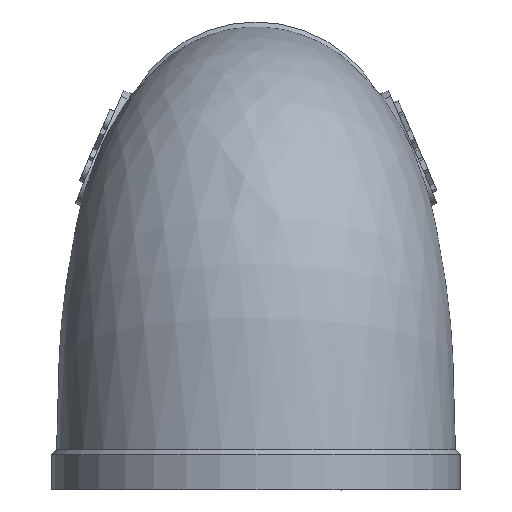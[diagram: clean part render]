
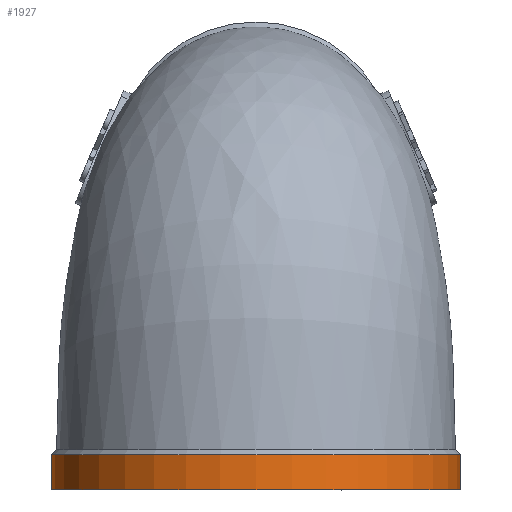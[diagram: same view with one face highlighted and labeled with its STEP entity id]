
A CAD part, left-side view. The second image highlights one B-rep face of the part: STEP entity #1927.
In plain terms, the highlighted cylindrical face has radius 20.25 mm (diameter 40.5 mm), a full revolution.
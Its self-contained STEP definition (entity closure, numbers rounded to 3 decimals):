
#437=CYLINDRICAL_SURFACE('',#2059,20.25);
#519=CIRCLE('',#2050,20.25);
#526=CIRCLE('',#2060,20.25);
#565=ORIENTED_EDGE('',*,*,#1128,.T.);
#566=ORIENTED_EDGE('',*,*,#1109,.F.);
#1109=EDGE_CURVE('',#1391,#1391,#519,.T.);
#1128=EDGE_CURVE('',#1408,#1408,#526,.T.);
#1391=VERTEX_POINT('',#2908);
#1408=VERTEX_POINT('',#3417);
#1642=EDGE_LOOP('',(#565));
#1643=EDGE_LOOP('',(#566));
#1773=FACE_BOUND('',#1642,.T.);
#1774=FACE_BOUND('',#1643,.T.);
#1927=ADVANCED_FACE('',(#1773,#1774),#437,.T.);
#2050=AXIS2_PLACEMENT_3D('',#2907,#2150,#2151);
#2059=AXIS2_PLACEMENT_3D('',#3415,#2168,#2169);
#2060=AXIS2_PLACEMENT_3D('',#3416,#2170,#2171);
#2150=DIRECTION('',(0.,0.,-1.));
#2151=DIRECTION('',(1.,0.,0.));
#2168=DIRECTION('',(0.,0.,-1.));
#2169=DIRECTION('',(-1.,0.,0.));
#2170=DIRECTION('',(0.,0.,-1.));
#2171=DIRECTION('',(-1.,0.,0.));
#2907=CARTESIAN_POINT('',(-34.,0.,0.));
#2908=CARTESIAN_POINT('',(-13.75,0.,0.));
#3415=CARTESIAN_POINT('',(-34.,0.,4.));
#3416=CARTESIAN_POINT('',(-34.,0.,3.5));
#3417=CARTESIAN_POINT('',(-54.25,0.,3.5));
